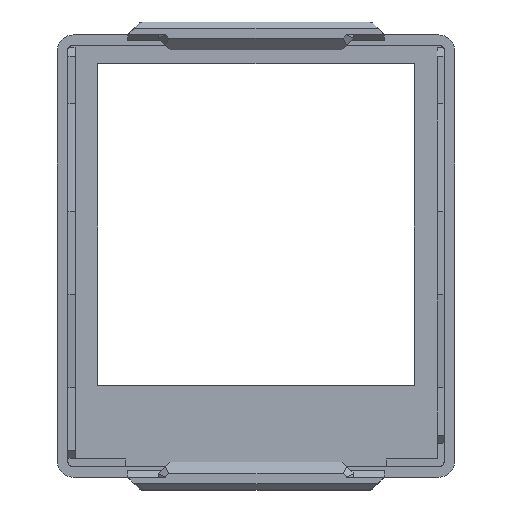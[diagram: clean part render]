
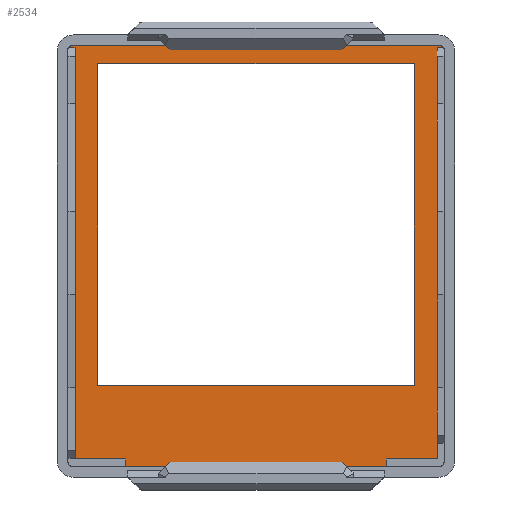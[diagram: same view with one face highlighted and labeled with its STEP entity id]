
A CAD part, top view. The second image highlights one B-rep face of the part: STEP entity #2534.
In plain terms, the highlighted planar face has unit normal (0, 0, 1).
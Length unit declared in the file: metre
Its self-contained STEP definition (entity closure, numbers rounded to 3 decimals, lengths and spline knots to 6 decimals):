
#49=CIRCLE('',#2578,0.0004);
#51=CIRCLE('',#2583,0.0004);
#163=LINE('',#3557,#431);
#181=LINE('',#3594,#449);
#199=LINE('',#3634,#467);
#202=LINE('',#3640,#470);
#282=LINE('',#3914,#550);
#288=LINE('',#3925,#556);
#295=LINE('',#3940,#563);
#298=LINE('',#3945,#566);
#352=LINE('',#4135,#620);
#354=LINE('',#4139,#622);
#356=LINE('',#4143,#624);
#357=LINE('',#4145,#625);
#384=LINE('',#4197,#652);
#385=LINE('',#4199,#653);
#431=VECTOR('',#2809,1.);
#449=VECTOR('',#2829,1.);
#467=VECTOR('',#2865,1.);
#470=VECTOR('',#2870,1.);
#550=VECTOR('',#3060,1.);
#556=VECTOR('',#3070,1.);
#563=VECTOR('',#3081,1.);
#566=VECTOR('',#3086,1.);
#620=VECTOR('',#3286,1.);
#622=VECTOR('',#3290,1.);
#624=VECTOR('',#3294,1.);
#625=VECTOR('',#3297,1.);
#652=VECTOR('',#3354,1.);
#653=VECTOR('',#3357,1.);
#1318=ORIENTED_EDGE('',*,*,#1602,.F.);
#1319=ORIENTED_EDGE('',*,*,#1435,.T.);
#1320=ORIENTED_EDGE('',*,*,#1473,.F.);
#1321=ORIENTED_EDGE('',*,*,#1469,.F.);
#1322=ORIENTED_EDGE('',*,*,#1736,.T.);
#1323=ORIENTED_EDGE('',*,*,#1479,.F.);
#1324=ORIENTED_EDGE('',*,*,#1476,.T.);
#1325=ORIENTED_EDGE('',*,*,#1453,.F.);
#1326=ORIENTED_EDGE('',*,*,#1592,.T.);
#1327=ORIENTED_EDGE('',*,*,#1586,.F.);
#1328=ORIENTED_EDGE('',*,*,#1737,.F.);
#1329=ORIENTED_EDGE('',*,*,#1599,.T.);
#1330=ORIENTED_EDGE('',*,*,#1704,.T.);
#1331=ORIENTED_EDGE('',*,*,#1699,.F.);
#1332=ORIENTED_EDGE('',*,*,#1701,.F.);
#1333=ORIENTED_EDGE('',*,*,#1703,.T.);
#1435=EDGE_CURVE('',#1802,#1801,#163,.T.);
#1453=EDGE_CURVE('',#1819,#1809,#181,.T.);
#1469=EDGE_CURVE('',#1830,#1831,#49,.T.);
#1473=EDGE_CURVE('',#1831,#1801,#199,.T.);
#1476=EDGE_CURVE('',#1835,#1809,#202,.T.);
#1479=EDGE_CURVE('',#1835,#1837,#51,.T.);
#1586=EDGE_CURVE('',#1913,#1914,#282,.T.);
#1592=EDGE_CURVE('',#1819,#1914,#288,.T.);
#1599=EDGE_CURVE('',#1923,#1922,#295,.T.);
#1602=EDGE_CURVE('',#1802,#1922,#298,.T.);
#1699=EDGE_CURVE('',#1986,#1985,#352,.T.);
#1701=EDGE_CURVE('',#1987,#1986,#354,.T.);
#1703=EDGE_CURVE('',#1987,#1988,#356,.T.);
#1704=EDGE_CURVE('',#1988,#1985,#357,.T.);
#1736=EDGE_CURVE('',#1830,#1837,#384,.T.);
#1737=EDGE_CURVE('',#1923,#1913,#385,.T.);
#1801=VERTEX_POINT('',#3556);
#1802=VERTEX_POINT('',#3558);
#1809=VERTEX_POINT('',#3574);
#1819=VERTEX_POINT('',#3593);
#1830=VERTEX_POINT('',#3626);
#1831=VERTEX_POINT('',#3628);
#1835=VERTEX_POINT('',#3641);
#1837=VERTEX_POINT('',#3647);
#1913=VERTEX_POINT('',#3913);
#1914=VERTEX_POINT('',#3915);
#1922=VERTEX_POINT('',#3939);
#1923=VERTEX_POINT('',#3941);
#1985=VERTEX_POINT('',#4132);
#1986=VERTEX_POINT('',#4134);
#1987=VERTEX_POINT('',#4138);
#1988=VERTEX_POINT('',#4142);
#2157=EDGE_LOOP('',(#1318,#1319,#1320,#1321,#1322,#1323,#1324,#1325,#1326,
#1327,#1328,#1329));
#2158=EDGE_LOOP('',(#1330,#1331,#1332,#1333));
#2305=FACE_BOUND('',#2157,.T.);
#2306=FACE_BOUND('',#2158,.T.);
#2393=PLANE('',#2774);
#2534=ADVANCED_FACE('',(#2305,#2306),#2393,.F.);
#2578=AXIS2_PLACEMENT_3D('',#3627,#2858,#2859);
#2583=AXIS2_PLACEMENT_3D('',#3646,#2876,#2877);
#2774=AXIS2_PLACEMENT_3D('',#4284,#3468,#3469);
#2809=DIRECTION('',(0.,1.,0.));
#2829=DIRECTION('',(0.,1.,0.));
#2858=DIRECTION('',(0.,0.,-1.));
#2859=DIRECTION('',(0.,1.,0.));
#2865=DIRECTION('',(-1.,0.,0.));
#2870=DIRECTION('',(1.,0.,0.));
#2876=DIRECTION('',(0.,0.,-1.));
#2877=DIRECTION('',(0.,1.,0.));
#3060=DIRECTION('',(0.,1.,0.));
#3070=DIRECTION('',(1.,0.,0.));
#3081=DIRECTION('',(0.,1.,0.));
#3086=DIRECTION('',(-1.,0.,0.));
#3286=DIRECTION('',(-1.,0.,0.));
#3290=DIRECTION('',(0.,1.,0.));
#3294=DIRECTION('',(-1.,0.,0.));
#3297=DIRECTION('',(0.,1.,0.));
#3354=DIRECTION('',(-1.,0.,0.));
#3357=DIRECTION('',(-1.,0.,0.));
#3468=DIRECTION('',(0.,0.,-1.));
#3469=DIRECTION('',(1.,0.,0.));
#3556=CARTESIAN_POINT('',(0.014709,0.023068,-0.001488));
#3557=CARTESIAN_POINT('',(0.014709,0.003592,-0.001488));
#3558=CARTESIAN_POINT('',(0.014709,-0.015384,-0.001488));
#3574=CARTESIAN_POINT('',(-0.019163,0.023068,-0.001488));
#3593=CARTESIAN_POINT('',(-0.019163,-0.015384,-0.001488));
#3594=CARTESIAN_POINT('',(-0.019163,0.003592,-0.001488));
#3626=CARTESIAN_POINT('',(0.014934,0.023268,-0.001488));
#3627=CARTESIAN_POINT('',(0.014934,0.022868,-0.001488));
#3628=CARTESIAN_POINT('',(0.01528,0.023068,-0.001488));
#3634=CARTESIAN_POINT('',(-0.019598,0.023068,-0.001488));
#3640=CARTESIAN_POINT('',(-0.019598,0.023068,-0.001488));
#3641=CARTESIAN_POINT('',(-0.019771,0.023068,-0.001488));
#3646=CARTESIAN_POINT('',(-0.019425,0.022868,-0.001488));
#3647=CARTESIAN_POINT('',(-0.019425,0.023268,-0.001488));
#3913=CARTESIAN_POINT('',(-0.014425,-0.016084,-0.001488));
#3914=CARTESIAN_POINT('',(-0.014425,-0.015734,-0.001488));
#3915=CARTESIAN_POINT('',(-0.014425,-0.015384,-0.001488));
#3925=CARTESIAN_POINT('',(-0.002246,-0.015384,-0.001488));
#3939=CARTESIAN_POINT('',(0.009934,-0.015384,-0.001488));
#3940=CARTESIAN_POINT('',(0.009934,-0.015734,-0.001488));
#3941=CARTESIAN_POINT('',(0.009934,-0.016084,-0.001488));
#3945=CARTESIAN_POINT('',(0.012434,-0.015384,-0.001488));
#4132=CARTESIAN_POINT('',(-0.017025,0.021568,-0.001488));
#4134=CARTESIAN_POINT('',(0.012534,0.021568,-0.001488));
#4135=CARTESIAN_POINT('',(-0.002246,0.021568,-0.001488));
#4138=CARTESIAN_POINT('',(0.012534,-0.008484,-0.001488));
#4139=CARTESIAN_POINT('',(0.012534,0.006542,-0.001488));
#4142=CARTESIAN_POINT('',(-0.017025,-0.008484,-0.001488));
#4143=CARTESIAN_POINT('',(-0.002246,-0.008484,-0.001488));
#4145=CARTESIAN_POINT('',(-0.017025,0.006542,-0.001488));
#4197=CARTESIAN_POINT('',(-0.002246,0.023268,-0.001488));
#4199=CARTESIAN_POINT('',(-0.002246,-0.016084,-0.001488));
#4284=CARTESIAN_POINT('',(-0.002246,0.003592,-0.001488));
